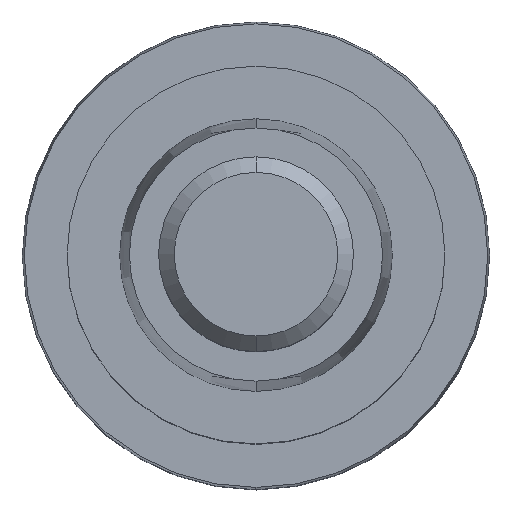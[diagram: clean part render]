
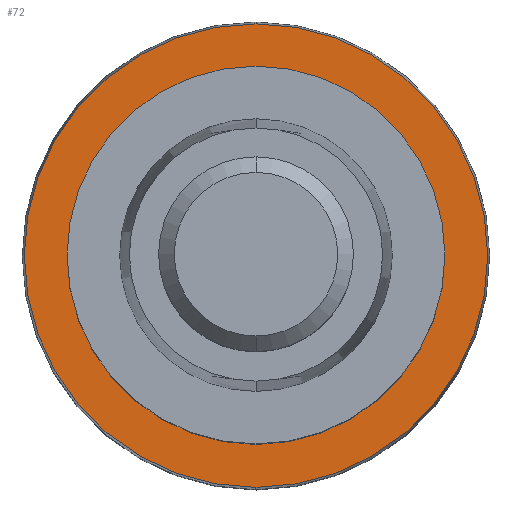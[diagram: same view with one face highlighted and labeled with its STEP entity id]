
A CAD part, top view. The second image highlights one B-rep face of the part: STEP entity #72.
In plain terms, the highlighted planar face has unit normal (0, 0, 1).
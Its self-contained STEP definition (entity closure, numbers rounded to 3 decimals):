
#32=FACE_BOUND('',#117,.T.);
#33=FACE_BOUND('',#118,.T.);
#59=PLANE('',#442);
#72=ADVANCED_FACE('',(#32,#33),#59,.F.);
#117=EDGE_LOOP('',(#162,#163));
#118=EDGE_LOOP('',(#164,#165));
#162=ORIENTED_EDGE('',*,*,#243,.F.);
#163=ORIENTED_EDGE('',*,*,#247,.F.);
#164=ORIENTED_EDGE('',*,*,#248,.F.);
#165=ORIENTED_EDGE('',*,*,#249,.F.);
#214=VERTEX_POINT('',#638);
#216=VERTEX_POINT('',#641);
#218=VERTEX_POINT('',#705);
#219=VERTEX_POINT('',#706);
#243=EDGE_CURVE('',#214,#216,#284,.T.);
#247=EDGE_CURVE('',#216,#214,#288,.T.);
#248=EDGE_CURVE('',#218,#219,#289,.T.);
#249=EDGE_CURVE('',#219,#218,#290,.T.);
#284=CIRCLE('',#434,5.95);
#288=CIRCLE('',#439,5.95);
#289=CIRCLE('',#440,4.85);
#290=CIRCLE('',#441,4.85);
#434=AXIS2_PLACEMENT_3D('',#640,#526,#527);
#439=AXIS2_PLACEMENT_3D('',#675,#536,#537);
#440=AXIS2_PLACEMENT_3D('',#704,#538,#539);
#441=AXIS2_PLACEMENT_3D('',#707,#540,#541);
#442=AXIS2_PLACEMENT_3D('',#708,#542,#543);
#526=DIRECTION('',(0.,0.,-1.));
#527=DIRECTION('',(0.,1.,0.));
#536=DIRECTION('',(0.,0.,-1.));
#537=DIRECTION('',(0.,-1.,0.));
#538=DIRECTION('',(0.,0.,1.));
#539=DIRECTION('',(0.,1.,0.));
#540=DIRECTION('',(0.,0.,1.));
#541=DIRECTION('',(0.,-1.,0.));
#542=DIRECTION('',(0.,0.,-1.));
#543=DIRECTION('',(0.,1.,0.));
#638=CARTESIAN_POINT('',(0.,5.95,11.1));
#640=CARTESIAN_POINT('',(0.,0.,11.1));
#641=CARTESIAN_POINT('',(0.,-5.95,11.1));
#675=CARTESIAN_POINT('',(0.,0.,11.1));
#704=CARTESIAN_POINT('',(0.,0.,11.1));
#705=CARTESIAN_POINT('',(0.,4.85,11.1));
#706=CARTESIAN_POINT('',(0.,-4.85,11.1));
#707=CARTESIAN_POINT('',(0.,0.,11.1));
#708=CARTESIAN_POINT('',(0.,0.,11.1));
